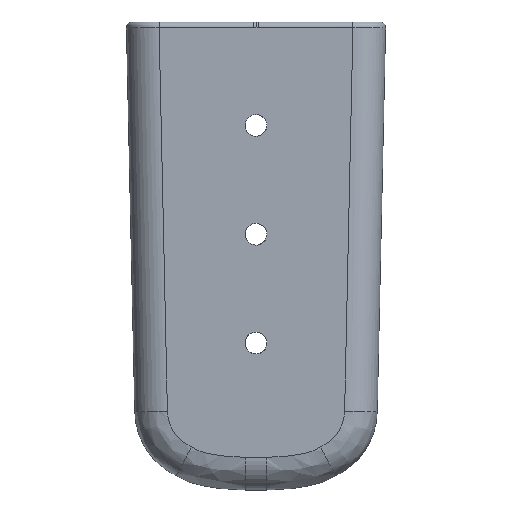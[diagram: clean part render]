
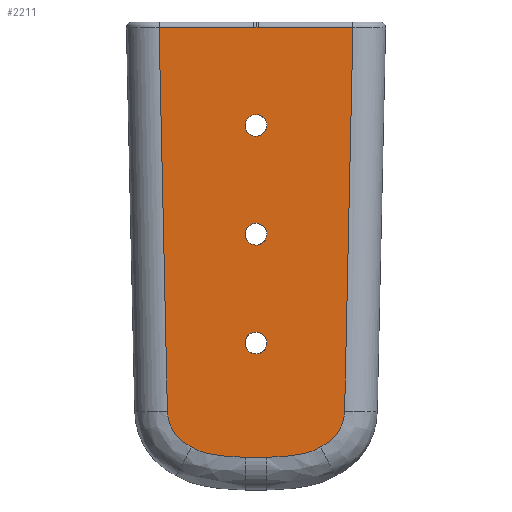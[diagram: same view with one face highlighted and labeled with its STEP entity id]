
A CAD part, front view. The second image highlights one B-rep face of the part: STEP entity #2211.
In plain terms, the highlighted free-form (B-spline) face has degree [1, 1] with [2, 2] control points.
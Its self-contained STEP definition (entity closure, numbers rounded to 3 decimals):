
#983 = VERTEX_POINT('',#984);
#984 = CARTESIAN_POINT('',(0.102,0.,22.304));
#1017 = VERTEX_POINT('',#1018);
#1018 = CARTESIAN_POINT('',(0.,0.,22.304));
#1049 = EDGE_CURVE('',#1017,#983,#1050,.T.);
#1050 = ( BOUNDED_CURVE() B_SPLINE_CURVE(2,(#1051,#1052,#1053),
.UNSPECIFIED.,.F.,.F.) B_SPLINE_CURVE_WITH_KNOTS((3,3),(6.281,
6.285),.PIECEWISE_BEZIER_KNOTS.) CURVE() 
GEOMETRIC_REPRESENTATION_ITEM() RATIONAL_B_SPLINE_CURVE((1.,
1.,1.)) REPRESENTATION_ITEM('') );
#1051 = CARTESIAN_POINT('',(0.,0.,22.304));
#1052 = CARTESIAN_POINT('',(0.051,0.,22.304));
#1053 = CARTESIAN_POINT('',(0.102,0.,22.304));
#1071 = VERTEX_POINT('',#1072);
#1072 = CARTESIAN_POINT('',(-0.102,0.,22.304));
#1103 = EDGE_CURVE('',#1071,#1017,#1104,.T.);
#1104 = ( BOUNDED_CURVE() B_SPLINE_CURVE(2,(#1105,#1106,#1107),
.UNSPECIFIED.,.F.,.F.) B_SPLINE_CURVE_WITH_KNOTS((3,3),(6.281,
6.285),.PIECEWISE_BEZIER_KNOTS.) CURVE() 
GEOMETRIC_REPRESENTATION_ITEM() RATIONAL_B_SPLINE_CURVE((1.,
1.,1.)) REPRESENTATION_ITEM('') );
#1105 = CARTESIAN_POINT('',(-0.102,0.,22.304));
#1106 = CARTESIAN_POINT('',(-0.051,0.,22.304));
#1107 = CARTESIAN_POINT('',(0.,0.,22.304));
#1125 = VERTEX_POINT('',#1126);
#1126 = CARTESIAN_POINT('',(-4.748,0.,22.304));
#1132 = EDGE_CURVE('',#1125,#1071,#1133,.T.);
#1133 = B_SPLINE_CURVE_WITH_KNOTS('',1,(#1134,#1135),.UNSPECIFIED.,.F.,
  .F.,(2,2),(-7.844,-2.615),.PIECEWISE_BEZIER_KNOTS.);
#1134 = CARTESIAN_POINT('',(-4.748,0.,22.304));
#1135 = CARTESIAN_POINT('',(-0.102,0.,22.304));
#1558 = VERTEX_POINT('',#1559);
#1559 = CARTESIAN_POINT('',(4.748,0.,22.304));
#1601 = EDGE_CURVE('',#983,#1558,#1602,.T.);
#1602 = B_SPLINE_CURVE_WITH_KNOTS('',1,(#1603,#1604),.UNSPECIFIED.,.F.,
  .F.,(2,2),(-2.386,2.842),.PIECEWISE_BEZIER_KNOTS.);
#1603 = CARTESIAN_POINT('',(0.102,0.,22.304));
#1604 = CARTESIAN_POINT('',(4.748,0.,22.304));
#1793 = EDGE_CURVE('',#1794,#1558,#1796,.T.);
#1794 = VERTEX_POINT('',#1795);
#1795 = CARTESIAN_POINT('',(4.341,0.,3.512));
#1796 = B_SPLINE_CURVE_WITH_KNOTS('',1,(#1797,#1798),.UNSPECIFIED.,.F.,
  .F.,(2,2),(-4.484,16.669),.PIECEWISE_BEZIER_KNOTS.);
#1797 = CARTESIAN_POINT('',(4.341,0.,3.512));
#1798 = CARTESIAN_POINT('',(4.748,0.,22.304));
#2211 = ADVANCED_FACE('',(#2212,#2285,#2299,#2313),#2327,.F.);
#2212 = FACE_BOUND('',#2213,.T.);
#2213 = EDGE_LOOP('',(#2214,#2215,#2222,#2230,#2249,#2256,#2275,#2281,
    #2282,#2283,#2284));
#2214 = ORIENTED_EDGE('',*,*,#1132,.F.);
#2215 = ORIENTED_EDGE('',*,*,#2216,.F.);
#2216 = EDGE_CURVE('',#2217,#1125,#2219,.T.);
#2217 = VERTEX_POINT('',#2218);
#2218 = CARTESIAN_POINT('',(-4.341,0.,3.512));
#2219 = B_SPLINE_CURVE_WITH_KNOTS('',1,(#2220,#2221),.UNSPECIFIED.,.F.,
  .F.,(2,2),(-4.484,16.669),.PIECEWISE_BEZIER_KNOTS.);
#2220 = CARTESIAN_POINT('',(-4.341,0.,3.512));
#2221 = CARTESIAN_POINT('',(-4.748,0.,22.304));
#2222 = ORIENTED_EDGE('',*,*,#2223,.F.);
#2223 = EDGE_CURVE('',#2224,#2217,#2226,.T.);
#2224 = VERTEX_POINT('',#2225);
#2225 = CARTESIAN_POINT('',(-3.161,0.,1.759));
#2226 = ( BOUNDED_CURVE() B_SPLINE_CURVE(2,(#2227,#2228,#2229),
.UNSPECIFIED.,.F.,.F.) B_SPLINE_CURVE_WITH_KNOTS((3,3),(5.695,
6.837),.PIECEWISE_BEZIER_KNOTS.) CURVE() 
GEOMETRIC_REPRESENTATION_ITEM() RATIONAL_B_SPLINE_CURVE((1.,
0.841,1.)) REPRESENTATION_ITEM('') );
#2227 = CARTESIAN_POINT('',(-3.161,0.,1.759));
#2228 = CARTESIAN_POINT('',(-4.314,0.,2.257));
#2229 = CARTESIAN_POINT('',(-4.341,0.,3.512));
#2230 = ORIENTED_EDGE('',*,*,#2231,.F.);
#2231 = EDGE_CURVE('',#2232,#2224,#2234,.T.);
#2232 = VERTEX_POINT('',#2233);
#2233 = CARTESIAN_POINT('',(-0.525,0.,1.244));
#2234 = B_SPLINE_CURVE_WITH_KNOTS('',3,(#2235,#2236,#2237,#2238,#2239,
    #2240,#2241,#2242,#2243,#2244,#2245,#2246,#2247,#2248),
  .UNSPECIFIED.,.F.,.F.,(4,1,1,1,1,1,1,1,1,2,4),(0.001,
    0.059,0.119,0.178,0.238,
    0.267,0.282,0.29,0.293,
    0.297,0.307),.UNSPECIFIED.);
#2235 = CARTESIAN_POINT('',(-0.525,0.,1.244));
#2236 = CARTESIAN_POINT('',(-0.697,0.,1.247));
#2237 = CARTESIAN_POINT('',(-1.045,0.,1.254));
#2238 = CARTESIAN_POINT('',(-1.568,0.,1.298));
#2239 = CARTESIAN_POINT('',(-2.09,0.,1.372));
#2240 = CARTESIAN_POINT('',(-2.522,0.,1.461));
#2241 = CARTESIAN_POINT('',(-2.811,0.,1.571));
#2242 = CARTESIAN_POINT('',(-2.949,0.,1.638));
#2243 = CARTESIAN_POINT('',(-3.017,0.,1.675));
#2244 = CARTESIAN_POINT('',(-3.055,0.,1.697));
#2245 = CARTESIAN_POINT('',(-3.074,0.,1.708));
#2246 = CARTESIAN_POINT('',(-3.11,0.,1.729));
#2247 = CARTESIAN_POINT('',(-3.135,0.,1.744));
#2248 = CARTESIAN_POINT('',(-3.161,0.,1.759));
#2249 = ORIENTED_EDGE('',*,*,#2250,.T.);
#2250 = EDGE_CURVE('',#2232,#2251,#2253,.T.);
#2251 = VERTEX_POINT('',#2252);
#2252 = CARTESIAN_POINT('',(0.525,0.,1.244));
#2253 = B_SPLINE_CURVE_WITH_KNOTS('',1,(#2254,#2255),.UNSPECIFIED.,.F.,
  .F.,(2,2),(-2.378,-1.197),.PIECEWISE_BEZIER_KNOTS.);
#2254 = CARTESIAN_POINT('',(-0.525,0.,1.244));
#2255 = CARTESIAN_POINT('',(0.525,0.,1.244));
#2256 = ORIENTED_EDGE('',*,*,#2257,.T.);
#2257 = EDGE_CURVE('',#2251,#2258,#2260,.T.);
#2258 = VERTEX_POINT('',#2259);
#2259 = CARTESIAN_POINT('',(3.161,0.,1.759));
#2260 = B_SPLINE_CURVE_WITH_KNOTS('',3,(#2261,#2262,#2263,#2264,#2265,
    #2266,#2267,#2268,#2269,#2270,#2271,#2272,#2273,#2274),
  .UNSPECIFIED.,.F.,.F.,(4,1,1,1,1,1,1,1,1,2,4),(0.001,
    0.059,0.119,0.178,0.238,
    0.267,0.282,0.29,0.293,
    0.297,0.307),.UNSPECIFIED.);
#2261 = CARTESIAN_POINT('',(0.525,0.,1.244));
#2262 = CARTESIAN_POINT('',(0.697,0.,1.247));
#2263 = CARTESIAN_POINT('',(1.045,0.,1.254));
#2264 = CARTESIAN_POINT('',(1.568,0.,1.298));
#2265 = CARTESIAN_POINT('',(2.09,0.,1.372));
#2266 = CARTESIAN_POINT('',(2.522,0.,1.461));
#2267 = CARTESIAN_POINT('',(2.811,0.,1.571));
#2268 = CARTESIAN_POINT('',(2.949,0.,1.638));
#2269 = CARTESIAN_POINT('',(3.017,0.,1.675));
#2270 = CARTESIAN_POINT('',(3.055,0.,1.697));
#2271 = CARTESIAN_POINT('',(3.074,0.,1.708));
#2272 = CARTESIAN_POINT('',(3.11,0.,1.729));
#2273 = CARTESIAN_POINT('',(3.135,0.,1.744));
#2274 = CARTESIAN_POINT('',(3.161,0.,1.759));
#2275 = ORIENTED_EDGE('',*,*,#2276,.T.);
#2276 = EDGE_CURVE('',#2258,#1794,#2277,.T.);
#2277 = ( BOUNDED_CURVE() B_SPLINE_CURVE(2,(#2278,#2279,#2280),
.UNSPECIFIED.,.F.,.F.) B_SPLINE_CURVE_WITH_KNOTS((3,3),(5.695,
6.837),.PIECEWISE_BEZIER_KNOTS.) CURVE() 
GEOMETRIC_REPRESENTATION_ITEM() RATIONAL_B_SPLINE_CURVE((1.,
0.841,1.)) REPRESENTATION_ITEM('') );
#2278 = CARTESIAN_POINT('',(3.161,0.,1.759));
#2279 = CARTESIAN_POINT('',(4.314,0.,2.257));
#2280 = CARTESIAN_POINT('',(4.341,0.,3.512));
#2281 = ORIENTED_EDGE('',*,*,#1793,.T.);
#2282 = ORIENTED_EDGE('',*,*,#1601,.F.);
#2283 = ORIENTED_EDGE('',*,*,#1049,.F.);
#2284 = ORIENTED_EDGE('',*,*,#1103,.F.);
#2285 = FACE_BOUND('',#2286,.T.);
#2286 = EDGE_LOOP('',(#2287));
#2287 = ORIENTED_EDGE('',*,*,#2288,.T.);
#2288 = EDGE_CURVE('',#2289,#2289,#2291,.T.);
#2289 = VERTEX_POINT('',#2290);
#2290 = CARTESIAN_POINT('',(-0.533,0.,17.506));
#2291 = ( BOUNDED_CURVE() B_SPLINE_CURVE(2,(#2292,#2293,#2294,#2295,
#2296,#2297,#2298),.UNSPECIFIED.,.T.,.F.) B_SPLINE_CURVE_WITH_KNOTS((3,2
    ,2,3),(3.142,5.236,7.33,9.425),
.PIECEWISE_BEZIER_KNOTS.) CURVE() GEOMETRIC_REPRESENTATION_ITEM() 
RATIONAL_B_SPLINE_CURVE((1.,0.5,1.,0.5,1.,0.5,1.)) REPRESENTATION_ITEM(
  '') );
#2292 = CARTESIAN_POINT('',(-0.533,0.,17.506));
#2293 = CARTESIAN_POINT('',(-0.533,0.,18.429));
#2294 = CARTESIAN_POINT('',(0.267,0.,17.967));
#2295 = CARTESIAN_POINT('',(1.066,0.,17.506));
#2296 = CARTESIAN_POINT('',(0.267,0.,17.044));
#2297 = CARTESIAN_POINT('',(-0.533,0.,16.582));
#2298 = CARTESIAN_POINT('',(-0.533,0.,17.506));
#2299 = FACE_BOUND('',#2300,.T.);
#2300 = EDGE_LOOP('',(#2301));
#2301 = ORIENTED_EDGE('',*,*,#2302,.F.);
#2302 = EDGE_CURVE('',#2303,#2303,#2305,.T.);
#2303 = VERTEX_POINT('',#2304);
#2304 = CARTESIAN_POINT('',(-0.533,0.,12.174));
#2305 = ( BOUNDED_CURVE() B_SPLINE_CURVE(2,(#2306,#2307,#2308,#2309,
#2310,#2311,#2312),.UNSPECIFIED.,.T.,.F.) B_SPLINE_CURVE_WITH_KNOTS((1,2
    ,2,2,2,1),(-2.094,0.,2.094,4.189,
6.283,8.378),.UNSPECIFIED.) CURVE() 
GEOMETRIC_REPRESENTATION_ITEM() RATIONAL_B_SPLINE_CURVE((1.,0.5,1.,0.5,
1.,0.5,1.)) REPRESENTATION_ITEM('') );
#2306 = CARTESIAN_POINT('',(-0.533,0.,12.174));
#2307 = CARTESIAN_POINT('',(-0.533,0.,11.251));
#2308 = CARTESIAN_POINT('',(0.267,0.,11.712));
#2309 = CARTESIAN_POINT('',(1.066,0.,12.174));
#2310 = CARTESIAN_POINT('',(0.267,0.,12.636));
#2311 = CARTESIAN_POINT('',(-0.533,0.,13.097));
#2312 = CARTESIAN_POINT('',(-0.533,0.,12.174));
#2313 = FACE_BOUND('',#2314,.T.);
#2314 = EDGE_LOOP('',(#2315));
#2315 = ORIENTED_EDGE('',*,*,#2316,.F.);
#2316 = EDGE_CURVE('',#2317,#2317,#2319,.T.);
#2317 = VERTEX_POINT('',#2318);
#2318 = CARTESIAN_POINT('',(-0.533,0.,6.842));
#2319 = ( BOUNDED_CURVE() B_SPLINE_CURVE(2,(#2320,#2321,#2322,#2323,
#2324,#2325,#2326),.UNSPECIFIED.,.T.,.F.) B_SPLINE_CURVE_WITH_KNOTS((1,2
    ,2,2,2,1),(-2.094,0.,2.094,4.189,
6.283,8.378),.UNSPECIFIED.) CURVE() 
GEOMETRIC_REPRESENTATION_ITEM() RATIONAL_B_SPLINE_CURVE((1.,0.5,1.,0.5,
1.,0.5,1.)) REPRESENTATION_ITEM('') );
#2320 = CARTESIAN_POINT('',(-0.533,0.,6.842));
#2321 = CARTESIAN_POINT('',(-0.533,0.,5.919));
#2322 = CARTESIAN_POINT('',(0.267,0.,6.381));
#2323 = CARTESIAN_POINT('',(1.066,0.,6.842));
#2324 = CARTESIAN_POINT('',(0.267,0.,7.304));
#2325 = CARTESIAN_POINT('',(-0.533,0.,7.766));
#2326 = CARTESIAN_POINT('',(-0.533,0.,6.842));
#2327 = B_SPLINE_SURFACE_WITH_KNOTS('',1,1,(
    (#2328,#2329)
    ,(#2330,#2331
    )),.UNSPECIFIED.,.F.,.F.,.F.,(2,2),(2,2),(-1.768,
    8.918),(-12.15,11.55),.PIECEWISE_BEZIER_KNOTS.);
#2328 = CARTESIAN_POINT('',(-4.748,0.,22.304));
#2329 = CARTESIAN_POINT('',(-4.748,0.,1.244));
#2330 = CARTESIAN_POINT('',(4.748,0.,22.304));
#2331 = CARTESIAN_POINT('',(4.748,0.,1.244));
